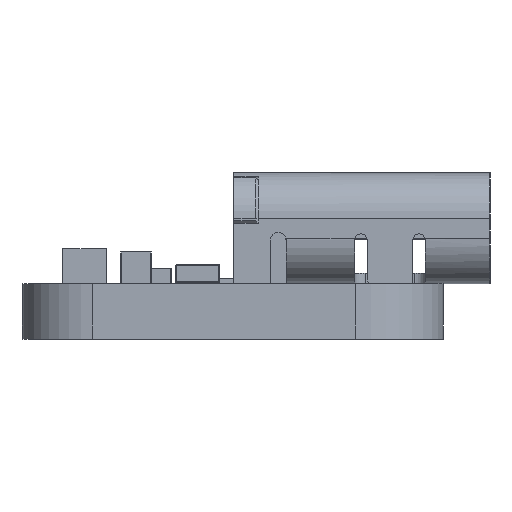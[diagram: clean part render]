
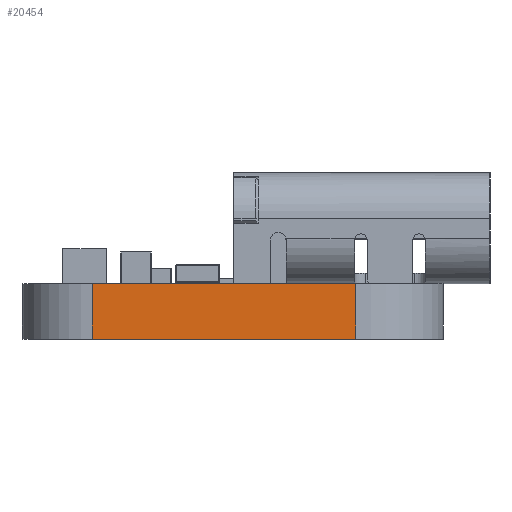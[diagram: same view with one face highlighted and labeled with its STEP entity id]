
A CAD part, left-side view. The second image highlights one B-rep face of the part: STEP entity #20454.
In plain terms, the highlighted planar face has unit normal (-1, 0, 0).
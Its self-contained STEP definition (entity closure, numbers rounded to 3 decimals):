
#803=PLANE('',#21832);
#1626=FACE_OUTER_BOUND('',#2777,.T.);
#2777=EDGE_LOOP('',(#15194,#15195,#15196,#15197));
#4567=LINE('',#31058,#6975);
#4589=LINE('',#31115,#6997);
#4590=LINE('',#31117,#6998);
#4591=LINE('',#31118,#6999);
#6975=VECTOR('',#24848,10.);
#6997=VECTOR('',#24902,10.);
#6998=VECTOR('',#24905,10.);
#6999=VECTOR('',#24906,10.);
#9647=VERTEX_POINT('',#31055);
#9648=VERTEX_POINT('',#31057);
#9666=VERTEX_POINT('',#31111);
#9667=VERTEX_POINT('',#31113);
#11846=EDGE_CURVE('',#9647,#9648,#4567,.T.);
#11875=EDGE_CURVE('',#9666,#9667,#4589,.T.);
#11876=EDGE_CURVE('',#9647,#9666,#4590,.T.);
#11877=EDGE_CURVE('',#9648,#9667,#4591,.T.);
#15194=ORIENTED_EDGE('',*,*,#11876,.T.);
#15195=ORIENTED_EDGE('',*,*,#11875,.T.);
#15196=ORIENTED_EDGE('',*,*,#11877,.F.);
#15197=ORIENTED_EDGE('',*,*,#11846,.F.);
#20454=ADVANCED_FACE('',(#1626),#803,.T.);
#21832=AXIS2_PLACEMENT_3D('',#31116,#24903,#24904);
#24848=DIRECTION('',(0.,0.,1.));
#24902=DIRECTION('',(0.,0.,1.));
#24903=DIRECTION('center_axis',(-1.,0.,0.));
#24904=DIRECTION('ref_axis',(0.,-1.,0.));
#24905=DIRECTION('',(0.,-1.,0.));
#24906=DIRECTION('',(0.,-1.,0.));
#31055=CARTESIAN_POINT('',(0.,10.,0.));
#31057=CARTESIAN_POINT('',(0.,10.,1.57));
#31058=CARTESIAN_POINT('',(0.,10.,0.));
#31111=CARTESIAN_POINT('',(0.,2.5,0.));
#31113=CARTESIAN_POINT('',(0.,2.5,1.57));
#31115=CARTESIAN_POINT('',(0.,2.5,0.));
#31116=CARTESIAN_POINT('Origin',(0.,10.,0.));
#31117=CARTESIAN_POINT('',(0.,10.,0.));
#31118=CARTESIAN_POINT('',(0.,10.,1.57));
